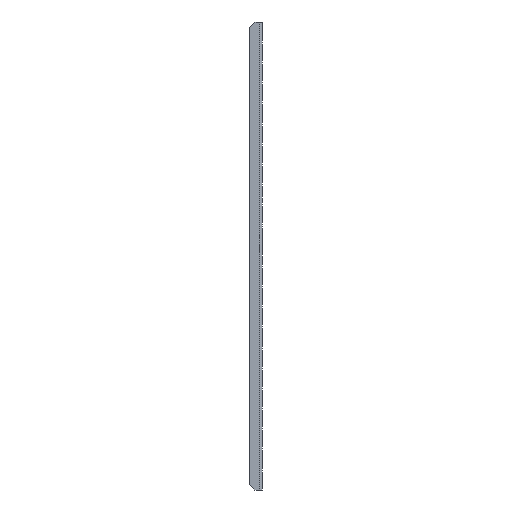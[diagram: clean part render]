
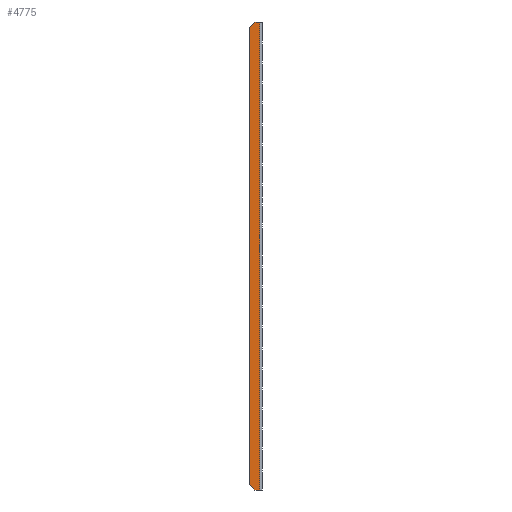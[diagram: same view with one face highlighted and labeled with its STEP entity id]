
A CAD part, front view. The second image highlights one B-rep face of the part: STEP entity #4775.
In plain terms, the highlighted planar face has unit normal (0, -1, 0).
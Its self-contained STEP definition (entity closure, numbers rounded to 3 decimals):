
#94 = ORIENTED_EDGE ( 'NONE', *, *, #6667, .T. ) ;
#428 = DIRECTION ( 'NONE',  ( 0.707, 0., -0.707 ) ) ;
#592 = AXIS2_PLACEMENT_3D ( 'NONE', #862, #6325, #6841 ) ;
#754 = DIRECTION ( 'NONE',  ( 0., 0., -1. ) ) ;
#797 = FACE_OUTER_BOUND ( 'NONE', #4777, .T. ) ;
#855 = CARTESIAN_POINT ( 'NONE',  ( 0., -50., 455. ) ) ;
#862 = CARTESIAN_POINT ( 'NONE',  ( 12., -50., 460. ) ) ;
#935 = CARTESIAN_POINT ( 'NONE',  ( 5., -50., 0. ) ) ;
#963 = EDGE_CURVE ( 'NONE', #2575, #3637, #3762, .T. ) ;
#980 = CARTESIAN_POINT ( 'NONE',  ( 9.8, -50., 0. ) ) ;
#1108 = VERTEX_POINT ( 'NONE', #935 ) ;
#1126 = EDGE_CURVE ( 'NONE', #2437, #1108, #3131, .T. ) ;
#1301 = ORIENTED_EDGE ( 'NONE', *, *, #4534, .T. ) ;
#1350 = ORIENTED_EDGE ( 'NONE', *, *, #4689, .T. ) ;
#1486 = CARTESIAN_POINT ( 'NONE',  ( 5., -50., 460. ) ) ;
#1515 = VECTOR ( 'NONE', #3827, 1000. ) ;
#1583 = VECTOR ( 'NONE', #754, 1000. ) ;
#2171 = VECTOR ( 'NONE', #6522, 1000. ) ;
#2278 = VERTEX_POINT ( 'NONE', #1486 ) ;
#2296 = CARTESIAN_POINT ( 'NONE',  ( 12., -50., 460. ) ) ;
#2400 = CARTESIAN_POINT ( 'NONE',  ( 8.5, -50., 463.5 ) ) ;
#2437 = VERTEX_POINT ( 'NONE', #5591 ) ;
#2521 = PLANE ( 'NONE',  #592 ) ;
#2575 = VERTEX_POINT ( 'NONE', #5735 ) ;
#3131 = LINE ( 'NONE', #4749, #5269 ) ;
#3237 = VECTOR ( 'NONE', #3579, 1000. ) ;
#3579 = DIRECTION ( 'NONE',  ( -0.707, 0., -0.707 ) ) ;
#3594 = LINE ( 'NONE', #5250, #1583 ) ;
#3637 = VERTEX_POINT ( 'NONE', #980 ) ;
#3734 = LINE ( 'NONE', #4236, #6881 ) ;
#3762 = LINE ( 'NONE', #4302, #2171 ) ;
#3827 = DIRECTION ( 'NONE',  ( -1., 0., 0. ) ) ;
#3902 = ORIENTED_EDGE ( 'NONE', *, *, #3953, .F. ) ;
#3929 = VERTEX_POINT ( 'NONE', #855 ) ;
#3953 = EDGE_CURVE ( 'NONE', #3637, #1108, #3734, .T. ) ;
#4078 = LINE ( 'NONE', #2400, #3237 ) ;
#4236 = CARTESIAN_POINT ( 'NONE',  ( 12., -50., 0. ) ) ;
#4302 = CARTESIAN_POINT ( 'NONE',  ( 9.8, -50., 460. ) ) ;
#4534 = EDGE_CURVE ( 'NONE', #2575, #2278, #6082, .T. ) ;
#4689 = EDGE_CURVE ( 'NONE', #2278, #3929, #4078, .T. ) ;
#4749 = CARTESIAN_POINT ( 'NONE',  ( -221.5, -50., 226.5 ) ) ;
#4775 = ADVANCED_FACE ( 'NONE', ( #797 ), #2521, .T. ) ;
#4777 = EDGE_LOOP ( 'NONE', ( #1301, #1350, #94, #5879, #3902, #7096 ) ) ;
#5250 = CARTESIAN_POINT ( 'NONE',  ( 0., -50., 460. ) ) ;
#5269 = VECTOR ( 'NONE', #428, 1000. ) ;
#5431 = DIRECTION ( 'NONE',  ( -1., 0., 0. ) ) ;
#5591 = CARTESIAN_POINT ( 'NONE',  ( 0., -50., 5. ) ) ;
#5735 = CARTESIAN_POINT ( 'NONE',  ( 9.8, -50., 460. ) ) ;
#5879 = ORIENTED_EDGE ( 'NONE', *, *, #1126, .T. ) ;
#6082 = LINE ( 'NONE', #2296, #1515 ) ;
#6325 = DIRECTION ( 'NONE',  ( 0., -1., 0. ) ) ;
#6522 = DIRECTION ( 'NONE',  ( 0., 0., -1. ) ) ;
#6667 = EDGE_CURVE ( 'NONE', #3929, #2437, #3594, .T. ) ;
#6841 = DIRECTION ( 'NONE',  ( 0., 0., -1. ) ) ;
#6881 = VECTOR ( 'NONE', #5431, 1000. ) ;
#7096 = ORIENTED_EDGE ( 'NONE', *, *, #963, .F. ) ;
